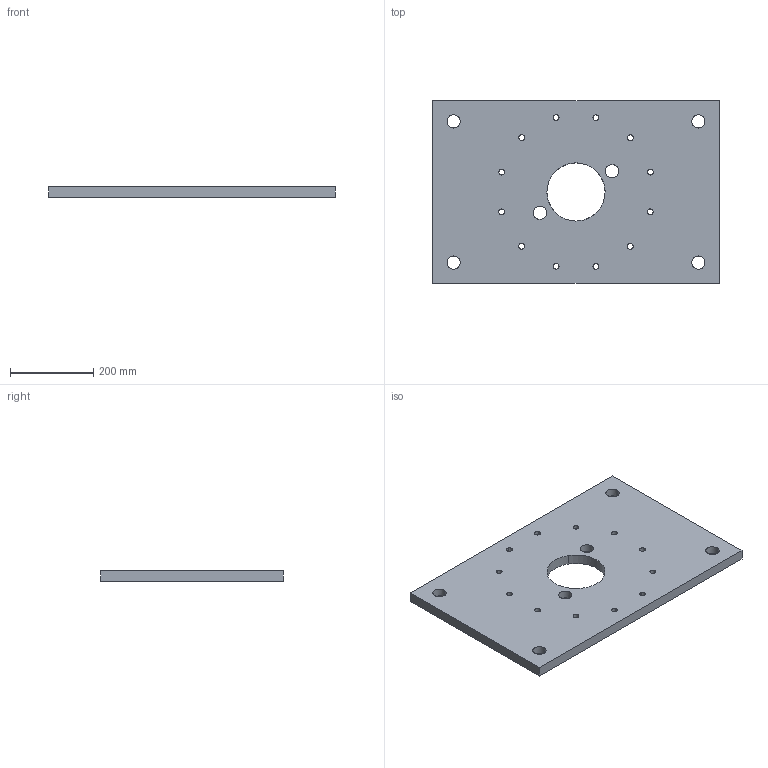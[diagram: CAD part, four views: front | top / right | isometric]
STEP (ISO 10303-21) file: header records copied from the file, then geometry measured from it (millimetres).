
FILE_DESCRIPTION (( 'STEP AP203' ), '1' );
FILE_NAME ('685-01 base soporte piston pote.STEP', '2021-07-20T22:56:59', ( '' ), ( '' ), 'SwSTEP 2.0', 'SolidWorks 2018', '' );
FILE_SCHEMA (( 'CONFIG_CONTROL_DESIGN' ));
Length unit declared in the file: millimetre
Products named in the file (1): 685-01 base soporte piston pote
Bounding box: 690 x 440 x 25 mm (x, y, z)
Volume: 6940705.3 mm3; surface area: 662440 mm2
Topology: 1 solids, 1 shells, 62 faces, 350 edges, 296 vertices
Faces by surface type: bspline 62
Entity records: 5867 total; most frequent: CARTESIAN_POINT 3921, ORIENTED_EDGE 700, EDGE_CURVE 350, VERTEX_POINT 296, B_SPLINE_CURVE_WITH_KNOTS 230, EDGE_LOOP 106, FACE_OUTER_BOUND 62, ADVANCED_FACE 62
